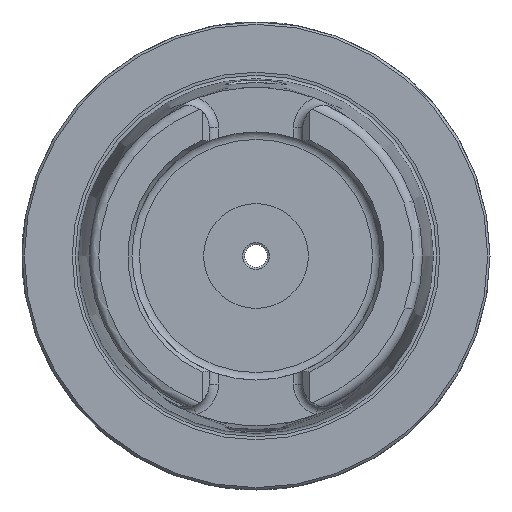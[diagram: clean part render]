
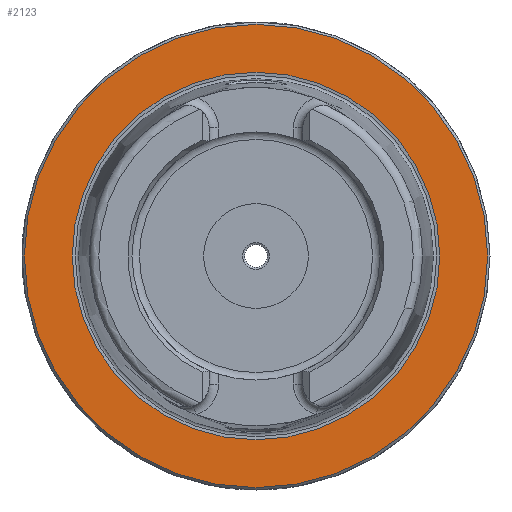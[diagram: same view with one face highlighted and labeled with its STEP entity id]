
A CAD part, left-side view. The second image highlights one B-rep face of the part: STEP entity #2123.
In plain terms, the highlighted planar face has unit normal (-1, 0, 0).
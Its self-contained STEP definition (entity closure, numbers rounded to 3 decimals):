
#98=FACE_BOUND('',#458,.T.);
#135=PLANE('',#2403);
#322=FACE_OUTER_BOUND('',#457,.T.);
#457=EDGE_LOOP('',(#1946));
#458=EDGE_LOOP('',(#1947));
#808=CIRCLE('',#2402,39.275);
#809=CIRCLE('',#2404,49.5);
#1025=VERTEX_POINT('',#4570);
#1026=VERTEX_POINT('',#4574);
#1337=EDGE_CURVE('',#1025,#1025,#808,.T.);
#1338=EDGE_CURVE('',#1026,#1026,#809,.T.);
#1946=ORIENTED_EDGE('',*,*,#1338,.F.);
#1947=ORIENTED_EDGE('',*,*,#1337,.T.);
#2123=ADVANCED_FACE('',(#322,#98),#135,.T.);
#2402=AXIS2_PLACEMENT_3D('',#4572,#3019,#3020);
#2403=AXIS2_PLACEMENT_3D('',#4573,#3021,#3022);
#2404=AXIS2_PLACEMENT_3D('',#4575,#3023,#3024);
#3019=DIRECTION('center_axis',(1.,0.,0.));
#3020=DIRECTION('ref_axis',(0.,0.,-1.));
#3021=DIRECTION('center_axis',(-1.,0.,0.));
#3022=DIRECTION('ref_axis',(0.,0.,1.));
#3023=DIRECTION('center_axis',(1.,0.,0.));
#3024=DIRECTION('ref_axis',(0.,0.,-1.));
#4570=CARTESIAN_POINT('',(0.,-39.275,0.));
#4572=CARTESIAN_POINT('Origin',(0.,0.,0.));
#4573=CARTESIAN_POINT('Origin',(0.,49.5,0.));
#4574=CARTESIAN_POINT('',(0.,-49.5,0.));
#4575=CARTESIAN_POINT('Origin',(0.,0.,0.));
